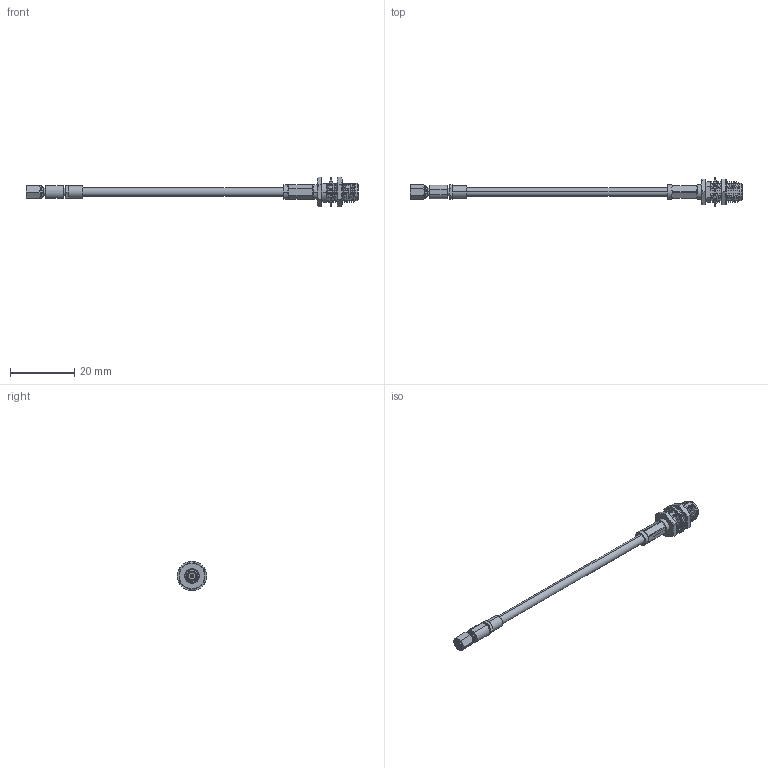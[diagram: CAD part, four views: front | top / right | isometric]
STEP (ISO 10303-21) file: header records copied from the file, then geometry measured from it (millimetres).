
FILE_DESCRIPTION (( 'STEP AP214' ), '1' );
FILE_NAME ('PE3C4428.step', '2020-04-20T17:12:17', ( '' ), ( '' ), 'SwSTEP 2.0', 'SolidWorks 2018', '' );
FILE_SCHEMA (( 'AUTOMOTIVE_DESIGN' ));
Length unit declared in the file: millimetre
Products named in the file (7): PE45368___; PE4427; PE3C4428; LMR-100A___; Copy of PE4425^PE4427; Copy of .250 Washer^PE4427; Copy of .250 Nut^PE4427
Assembly tree (6 placements, depth 3):
  PE3C4428
    LMR-100A___
    PE45368___
    PE4427
      Copy of PE4425^PE4427
      Copy of .250 Nut^PE4427
      Copy of .250 Washer^PE4427
Bounding box: 103.48 x 9.11 x 9.17 mm (x, y, z)
Volume: 1091.3 mm3; surface area: 2286.1 mm2
Topology: 8 solids, 8 shells, 3579 faces, 7515 edges, 3981 vertices
Faces by surface type: bspline 2648, cylinder 764, plane 95, cone 65, torus 7
Entity records: 167617 total; most frequent: CARTESIAN_POINT 120502, ORIENTED_EDGE 15026, EDGE_CURVE 7513, VERTEX_POINT 3981, EDGE_LOOP 3620, ADVANCED_FACE 3579, FACE_OUTER_BOUND 3579, B_SPLINE_CURVE_WITH_KNOTS 2939
